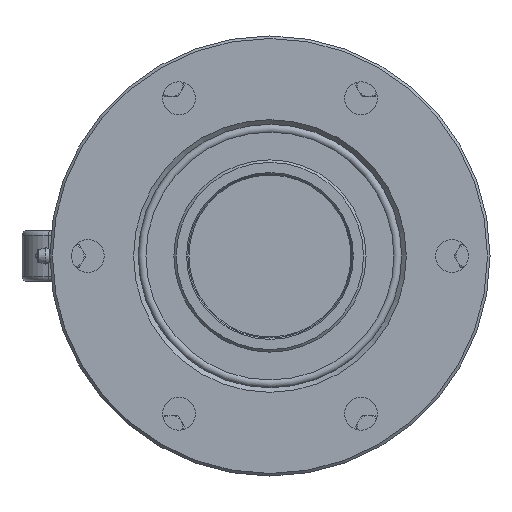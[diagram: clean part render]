
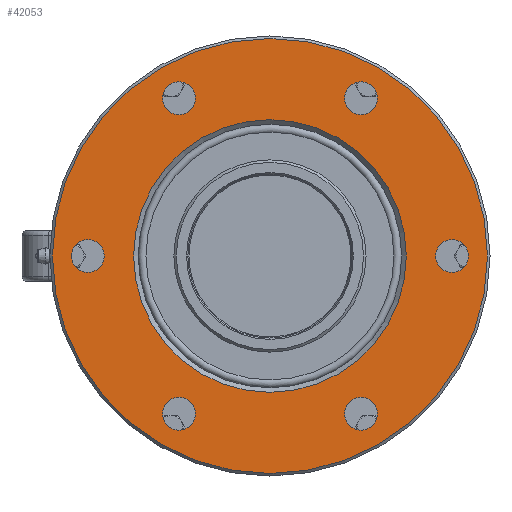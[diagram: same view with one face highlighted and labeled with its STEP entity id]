
A CAD part, left-side view. The second image highlights one B-rep face of the part: STEP entity #42053.
In plain terms, the highlighted planar face has unit normal (-1, 0, 0).
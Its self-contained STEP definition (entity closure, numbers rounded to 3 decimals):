
#926=FACE_BOUND('',#13683,.T.);
#927=FACE_BOUND('',#13684,.T.);
#928=FACE_BOUND('',#13685,.T.);
#929=FACE_BOUND('',#13686,.T.);
#930=FACE_BOUND('',#13687,.T.);
#931=FACE_BOUND('',#13688,.T.);
#932=FACE_BOUND('',#13689,.T.);
#1346=PLANE('',#44710);
#11361=FACE_OUTER_BOUND('',#13682,.T.);
#13682=EDGE_LOOP('',(#29163));
#13683=EDGE_LOOP('',(#29164,#29165));
#13684=EDGE_LOOP('',(#29166,#29167));
#13685=EDGE_LOOP('',(#29168,#29169));
#13686=EDGE_LOOP('',(#29170,#29171));
#13687=EDGE_LOOP('',(#29172,#29173));
#13688=EDGE_LOOP('',(#29174,#29175));
#13689=EDGE_LOOP('',(#29176,#29177));
#17343=CIRCLE('',#44678,85.56);
#17344=CIRCLE('',#44679,85.56);
#17351=CIRCLE('',#44688,10.3);
#17352=CIRCLE('',#44689,10.3);
#17354=CIRCLE('',#44692,10.3);
#17355=CIRCLE('',#44693,10.3);
#17357=CIRCLE('',#44696,10.3);
#17358=CIRCLE('',#44697,10.3);
#17360=CIRCLE('',#44700,10.3);
#17361=CIRCLE('',#44701,10.3);
#17363=CIRCLE('',#44704,10.3);
#17364=CIRCLE('',#44705,10.3);
#17366=CIRCLE('',#44708,10.3);
#17367=CIRCLE('',#44709,10.3);
#17368=CIRCLE('',#44711,136.5);
#18024=VERTEX_POINT('',#58596);
#18025=VERTEX_POINT('',#58598);
#18031=VERTEX_POINT('',#58614);
#18032=VERTEX_POINT('',#58616);
#18034=VERTEX_POINT('',#58622);
#18035=VERTEX_POINT('',#58624);
#18037=VERTEX_POINT('',#58630);
#18038=VERTEX_POINT('',#58632);
#18040=VERTEX_POINT('',#58638);
#18041=VERTEX_POINT('',#58640);
#18043=VERTEX_POINT('',#58646);
#18044=VERTEX_POINT('',#58648);
#18046=VERTEX_POINT('',#58654);
#18047=VERTEX_POINT('',#58656);
#18048=VERTEX_POINT('',#58660);
#22301=EDGE_CURVE('',#18025,#18024,#17343,.T.);
#22302=EDGE_CURVE('',#18024,#18025,#17344,.T.);
#22310=EDGE_CURVE('',#18032,#18031,#17351,.T.);
#22311=EDGE_CURVE('',#18031,#18032,#17352,.T.);
#22314=EDGE_CURVE('',#18035,#18034,#17354,.T.);
#22315=EDGE_CURVE('',#18034,#18035,#17355,.T.);
#22318=EDGE_CURVE('',#18038,#18037,#17357,.T.);
#22319=EDGE_CURVE('',#18037,#18038,#17358,.T.);
#22322=EDGE_CURVE('',#18041,#18040,#17360,.T.);
#22323=EDGE_CURVE('',#18040,#18041,#17361,.T.);
#22326=EDGE_CURVE('',#18044,#18043,#17363,.T.);
#22327=EDGE_CURVE('',#18043,#18044,#17364,.T.);
#22330=EDGE_CURVE('',#18047,#18046,#17366,.T.);
#22331=EDGE_CURVE('',#18046,#18047,#17367,.T.);
#22332=EDGE_CURVE('',#18048,#18048,#17368,.T.);
#29163=ORIENTED_EDGE('',*,*,#22332,.F.);
#29164=ORIENTED_EDGE('',*,*,#22301,.T.);
#29165=ORIENTED_EDGE('',*,*,#22302,.T.);
#29166=ORIENTED_EDGE('',*,*,#22310,.T.);
#29167=ORIENTED_EDGE('',*,*,#22311,.T.);
#29168=ORIENTED_EDGE('',*,*,#22314,.T.);
#29169=ORIENTED_EDGE('',*,*,#22315,.T.);
#29170=ORIENTED_EDGE('',*,*,#22318,.T.);
#29171=ORIENTED_EDGE('',*,*,#22319,.T.);
#29172=ORIENTED_EDGE('',*,*,#22322,.T.);
#29173=ORIENTED_EDGE('',*,*,#22323,.T.);
#29174=ORIENTED_EDGE('',*,*,#22326,.T.);
#29175=ORIENTED_EDGE('',*,*,#22327,.T.);
#29176=ORIENTED_EDGE('',*,*,#22330,.T.);
#29177=ORIENTED_EDGE('',*,*,#22331,.T.);
#42053=ADVANCED_FACE('',(#11361,#926,#927,#928,#929,#930,#931,#932),#1346,
 .T.);
#44678=AXIS2_PLACEMENT_3D('',#58599,#47910,#47911);
#44679=AXIS2_PLACEMENT_3D('',#58600,#47912,#47913);
#44688=AXIS2_PLACEMENT_3D('',#58617,#47931,#47932);
#44689=AXIS2_PLACEMENT_3D('',#58618,#47933,#47934);
#44692=AXIS2_PLACEMENT_3D('',#58625,#47940,#47941);
#44693=AXIS2_PLACEMENT_3D('',#58626,#47942,#47943);
#44696=AXIS2_PLACEMENT_3D('',#58633,#47949,#47950);
#44697=AXIS2_PLACEMENT_3D('',#58634,#47951,#47952);
#44700=AXIS2_PLACEMENT_3D('',#58641,#47958,#47959);
#44701=AXIS2_PLACEMENT_3D('',#58642,#47960,#47961);
#44704=AXIS2_PLACEMENT_3D('',#58649,#47967,#47968);
#44705=AXIS2_PLACEMENT_3D('',#58650,#47969,#47970);
#44708=AXIS2_PLACEMENT_3D('',#58657,#47976,#47977);
#44709=AXIS2_PLACEMENT_3D('',#58658,#47978,#47979);
#44710=AXIS2_PLACEMENT_3D('',#58659,#47980,#47981);
#44711=AXIS2_PLACEMENT_3D('',#58661,#47982,#47983);
#47910=DIRECTION('center_axis',(1.,0.,0.));
#47911=DIRECTION('ref_axis',(0.,-1.,0.));
#47912=DIRECTION('center_axis',(1.,0.,0.));
#47913=DIRECTION('ref_axis',(0.,-1.,0.));
#47931=DIRECTION('center_axis',(1.,0.,0.));
#47932=DIRECTION('ref_axis',(0.,0.,-1.));
#47933=DIRECTION('center_axis',(1.,0.,0.));
#47934=DIRECTION('ref_axis',(0.,0.,-1.));
#47940=DIRECTION('center_axis',(1.,0.,0.));
#47941=DIRECTION('ref_axis',(0.,0.866,-0.5));
#47942=DIRECTION('center_axis',(1.,0.,0.));
#47943=DIRECTION('ref_axis',(0.,0.866,-0.5));
#47949=DIRECTION('center_axis',(1.,0.,0.));
#47950=DIRECTION('ref_axis',(0.,0.866,0.5));
#47951=DIRECTION('center_axis',(1.,0.,0.));
#47952=DIRECTION('ref_axis',(0.,0.866,0.5));
#47958=DIRECTION('center_axis',(1.,0.,0.));
#47959=DIRECTION('ref_axis',(0.,0.,1.));
#47960=DIRECTION('center_axis',(1.,0.,0.));
#47961=DIRECTION('ref_axis',(0.,0.,1.));
#47967=DIRECTION('center_axis',(1.,0.,0.));
#47968=DIRECTION('ref_axis',(0.,-0.866,0.5));
#47969=DIRECTION('center_axis',(1.,0.,0.));
#47970=DIRECTION('ref_axis',(0.,-0.866,0.5));
#47976=DIRECTION('center_axis',(1.,0.,0.));
#47977=DIRECTION('ref_axis',(0.,-0.866,-0.5));
#47978=DIRECTION('center_axis',(1.,0.,0.));
#47979=DIRECTION('ref_axis',(0.,-0.866,-0.5));
#47980=DIRECTION('center_axis',(-1.,0.,0.));
#47981=DIRECTION('ref_axis',(0.,0.,-1.));
#47982=DIRECTION('center_axis',(1.,0.,0.));
#47983=DIRECTION('ref_axis',(0.,1.,0.));
#58596=CARTESIAN_POINT('',(-83.53,85.56,0.));
#58598=CARTESIAN_POINT('',(-83.53,-85.56,0.));
#58599=CARTESIAN_POINT('Origin',(-83.53,0.,0.));
#58600=CARTESIAN_POINT('Origin',(-83.53,0.,0.));
#58614=CARTESIAN_POINT('',(-83.53,-114.3,10.3));
#58616=CARTESIAN_POINT('',(-83.53,-114.3,-10.3));
#58617=CARTESIAN_POINT('Origin',(-83.53,-114.3,0.));
#58618=CARTESIAN_POINT('Origin',(-83.53,-114.3,0.));
#58622=CARTESIAN_POINT('',(-83.53,-66.07,-93.837));
#58624=CARTESIAN_POINT('',(-83.53,-48.23,-104.137));
#58625=CARTESIAN_POINT('Origin',(-83.53,-57.15,-98.987));
#58626=CARTESIAN_POINT('Origin',(-83.53,-57.15,-98.987));
#58630=CARTESIAN_POINT('',(-83.53,48.23,-104.137));
#58632=CARTESIAN_POINT('',(-83.53,66.07,-93.837));
#58633=CARTESIAN_POINT('Origin',(-83.53,57.15,-98.987));
#58634=CARTESIAN_POINT('Origin',(-83.53,57.15,-98.987));
#58638=CARTESIAN_POINT('',(-83.53,114.3,-10.3));
#58640=CARTESIAN_POINT('',(-83.53,114.3,10.3));
#58641=CARTESIAN_POINT('Origin',(-83.53,114.3,0.));
#58642=CARTESIAN_POINT('Origin',(-83.53,114.3,0.));
#58646=CARTESIAN_POINT('',(-83.53,66.07,93.837));
#58648=CARTESIAN_POINT('',(-83.53,48.23,104.137));
#58649=CARTESIAN_POINT('Origin',(-83.53,57.15,98.987));
#58650=CARTESIAN_POINT('Origin',(-83.53,57.15,98.987));
#58654=CARTESIAN_POINT('',(-83.53,-48.23,104.137));
#58656=CARTESIAN_POINT('',(-83.53,-66.07,93.837));
#58657=CARTESIAN_POINT('Origin',(-83.53,-57.15,98.987));
#58658=CARTESIAN_POINT('Origin',(-83.53,-57.15,98.987));
#58659=CARTESIAN_POINT('Origin',(-83.53,-111.83,0.));
#58660=CARTESIAN_POINT('',(-83.53,-136.5,0.));
#58661=CARTESIAN_POINT('Origin',(-83.53,0.,0.));
